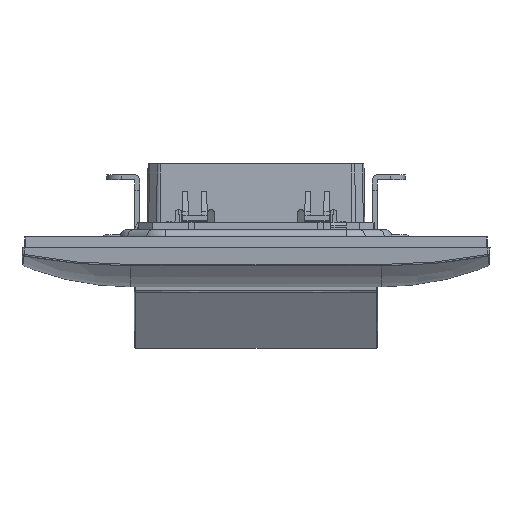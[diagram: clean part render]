
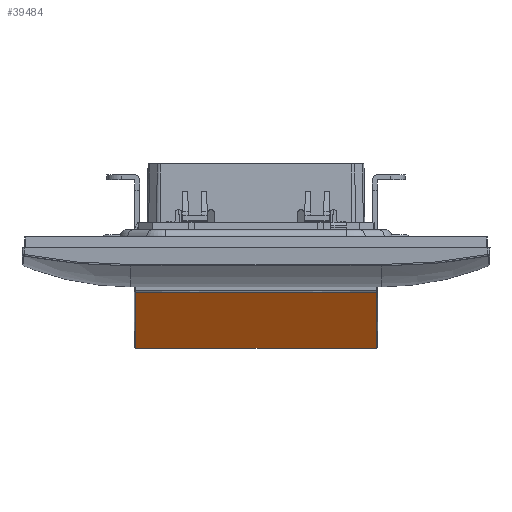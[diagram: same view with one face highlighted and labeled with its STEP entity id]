
A CAD part, left-side view. The second image highlights one B-rep face of the part: STEP entity #39484.
In plain terms, the highlighted free-form (B-spline) face has degree [1, 1] with [2, 2] control points.
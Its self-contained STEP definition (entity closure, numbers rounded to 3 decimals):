
#2681 = CARTESIAN_POINT ( 'NONE',  ( 21.554, 832.866, -14.751 ) ) ;
#4113 = CARTESIAN_POINT ( 'NONE',  ( 21.164, 788.663, -14.661 ) ) ;
#19364 = B_SPLINE_CURVE_WITH_KNOTS ( 'NONE', 1,
 ( #71597, #107296 ),
 .UNSPECIFIED., .F., .F.,
 ( 2, 2 ),
 ( 0., 1. ),
 .UNSPECIFIED. ) ;
#21716 = CARTESIAN_POINT ( 'NONE',  ( -3.251, 788.614, -8.984 ) ) ;
#28173 = CARTESIAN_POINT ( 'NONE',  ( 21.554, 788.664, -14.751 ) ) ;
#28748 = CARTESIAN_POINT ( 'NONE',  ( -22.734, 788.574, -4.453 ) ) ;
#29047 = CARTESIAN_POINT ( 'NONE',  ( 18.36, 832.872, -14.009 ) ) ;
#30268 = ORIENTED_EDGE ( 'NONE', *, *, #105903, .F. ) ;
#30765 = B_SPLINE_SURFACE_WITH_KNOTS ( 'NONE', 1, 1, ( 
 ( #77969, #33474 ),
 ( #67430, #96105 ) ),
 .UNSPECIFIED., .F., .F., .F.,
 ( 2, 2 ),
 ( 2, 2 ),
 ( 0., 1. ),
 ( 0., 1. ),
 .UNSPECIFIED. ) ;
#30962 = VERTEX_POINT ( 'NONE', #64997 ) ;
#31758 = FACE_OUTER_BOUND ( 'NONE', #39992, .T. ) ;
#33474 = CARTESIAN_POINT ( 'NONE',  ( -22.888, 776.007, -4.418 ) ) ;
#35535 = B_SPLINE_CURVE_WITH_KNOTS ( 'NONE', 3,
 ( #28748, #64413, #101289, #47468, #21716, #100138, #56232, #57407, #108333, #39247, #48620, #82594, #4113, #91948, #39805, #28173 ),
 .UNSPECIFIED., .F., .F.,
 ( 4, 3, 3, 3, 3, 4 ),
 ( 0., 0.252, 0.815, 0.956, 0.991, 1. ),
 .UNSPECIFIED. ) ;
#36794 = CARTESIAN_POINT ( 'NONE',  ( -22.734, 832.955, -4.453 ) ) ;
#37791 = CARTESIAN_POINT ( 'NONE',  ( -22.734, 832.955, -4.453 ) ) ;
#38339 = CARTESIAN_POINT ( 'NONE',  ( 21.554, 832.866, -14.751 ) ) ;
#39247 = CARTESIAN_POINT ( 'NONE',  ( 19.606, 788.66, -14.298 ) ) ;
#39484 = ADVANCED_FACE ( 'NONE', ( #31758 ), #30765, .T. ) ;
#39805 = CARTESIAN_POINT ( 'NONE',  ( 21.424, 788.664, -14.721 ) ) ;
#39992 = EDGE_LOOP ( 'NONE', ( #51176, #83721, #42270, #30268 ) ) ;
#40519 = EDGE_CURVE ( 'NONE', #30962, #52302, #19364, .T. ) ;
#42270 = ORIENTED_EDGE ( 'NONE', *, *, #93174, .T. ) ;
#47176 = CARTESIAN_POINT ( 'NONE',  ( -8.172, 832.926, -7.839 ) ) ;
#47468 = CARTESIAN_POINT ( 'NONE',  ( -11.563, 788.597, -7.051 ) ) ;
#48620 = CARTESIAN_POINT ( 'NONE',  ( 20.125, 788.661, -14.419 ) ) ;
#49466 = CARTESIAN_POINT ( 'NONE',  ( 21.554, 832.866, -14.751 ) ) ;
#51176 = ORIENTED_EDGE ( 'NONE', *, *, #40519, .T. ) ;
#52302 = VERTEX_POINT ( 'NONE', #36794 ) ;
#53645 = CARTESIAN_POINT ( 'NONE',  ( 8.451, 832.892, -11.705 ) ) ;
#53650 = EDGE_CURVE ( 'NONE', #52302, #92008, #72500, .T. ) ;
#55960 = CARTESIAN_POINT ( 'NONE',  ( -17.88, 832.946, -5.582 ) ) ;
#56232 = CARTESIAN_POINT ( 'NONE',  ( 13.372, 788.647, -12.849 ) ) ;
#57407 = CARTESIAN_POINT ( 'NONE',  ( 15.45, 788.652, -13.332 ) ) ;
#64413 = CARTESIAN_POINT ( 'NONE',  ( -19.01, 788.582, -5.319 ) ) ;
#64997 = CARTESIAN_POINT ( 'NONE',  ( -22.734, 788.574, -4.453 ) ) ;
#67430 = CARTESIAN_POINT ( 'NONE',  ( 33.807, 833.492, -17.6 ) ) ;
#67566 = CARTESIAN_POINT ( 'NONE',  ( 21.554, 788.664, -14.751 ) ) ;
#71597 = CARTESIAN_POINT ( 'NONE',  ( -22.734, 788.574, -4.453 ) ) ;
#71757 = CARTESIAN_POINT ( 'NONE',  ( 16.763, 832.875, -13.637 ) ) ;
#72500 = B_SPLINE_CURVE_WITH_KNOTS ( 'NONE', 3,
 ( #37791, #55960, #108056, #47176, #73508, #53645, #71757, #29047, #74107, #2681 ),
 .UNSPECIFIED., .F., .F.,
 ( 4, 3, 3, 4 ),
 ( 0., 0.329, 0.892, 1. ),
 .UNSPECIFIED. ) ;
#73508 = CARTESIAN_POINT ( 'NONE',  ( 0.14, 832.909, -9.772 ) ) ;
#74107 = CARTESIAN_POINT ( 'NONE',  ( 19.957, 832.869, -14.38 ) ) ;
#77969 = CARTESIAN_POINT ( 'NONE',  ( -22.888, 833.492, -4.418 ) ) ;
#82594 = CARTESIAN_POINT ( 'NONE',  ( 20.645, 788.662, -14.54 ) ) ;
#83721 = ORIENTED_EDGE ( 'NONE', *, *, #53650, .T. ) ;
#83846 = B_SPLINE_CURVE_WITH_KNOTS ( 'NONE', 1,
 ( #49466, #67566 ),
 .UNSPECIFIED., .F., .F.,
 ( 2, 2 ),
 ( 0., 1. ),
 .UNSPECIFIED. ) ;
#91948 = CARTESIAN_POINT ( 'NONE',  ( 21.294, 788.663, -14.691 ) ) ;
#92008 = VERTEX_POINT ( 'NONE', #38339 ) ;
#93174 = EDGE_CURVE ( 'NONE', #92008, #109216, #83846, .T. ) ;
#93211 = CARTESIAN_POINT ( 'NONE',  ( 21.554, 788.664, -14.751 ) ) ;
#96105 = CARTESIAN_POINT ( 'NONE',  ( 33.807, 776.007, -17.6 ) ) ;
#100138 = CARTESIAN_POINT ( 'NONE',  ( 5.06, 788.63, -10.916 ) ) ;
#101289 = CARTESIAN_POINT ( 'NONE',  ( -15.287, 788.589, -6.185 ) ) ;
#105903 = EDGE_CURVE ( 'NONE', #30962, #109216, #35535, .T. ) ;
#107296 = CARTESIAN_POINT ( 'NONE',  ( -22.734, 832.955, -4.453 ) ) ;
#108056 = CARTESIAN_POINT ( 'NONE',  ( -13.026, 832.936, -6.711 ) ) ;
#108333 = CARTESIAN_POINT ( 'NONE',  ( 17.528, 788.656, -13.815 ) ) ;
#109216 = VERTEX_POINT ( 'NONE', #93211 ) ;
